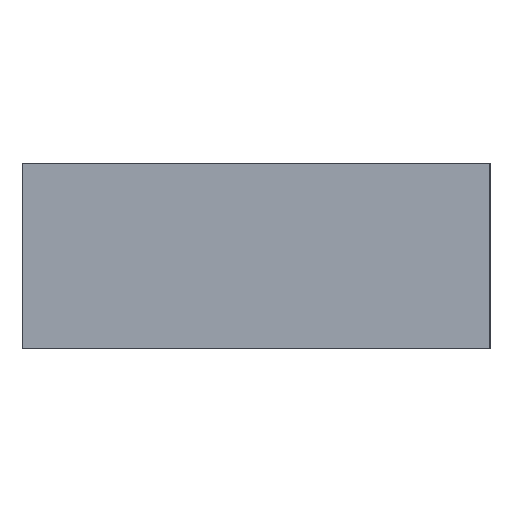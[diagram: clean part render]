
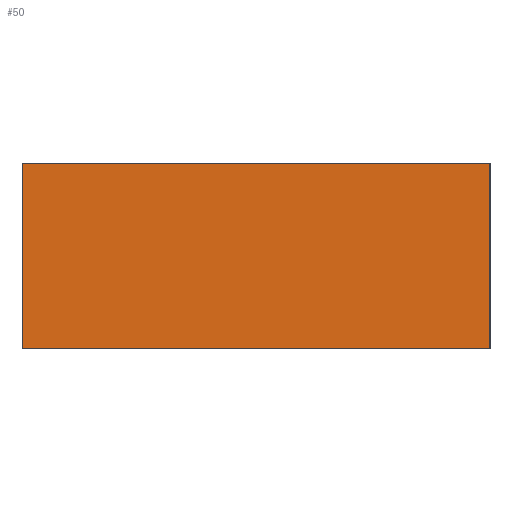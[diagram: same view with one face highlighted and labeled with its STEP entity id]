
A CAD part, left-side view. The second image highlights one B-rep face of the part: STEP entity #50.
In plain terms, the highlighted planar face has unit normal (-1, 0, 0).
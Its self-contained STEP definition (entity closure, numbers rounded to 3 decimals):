
#16 = ORIENTED_EDGE ( 'NONE', *, *, #194, .F. ) ;
#19 = LINE ( 'NONE', #66, #75 ) ;
#22 = LINE ( 'NONE', #165, #153 ) ;
#25 = EDGE_CURVE ( 'NONE', #107, #146, #49, .T. ) ;
#26 = VERTEX_POINT ( 'NONE', #192 ) ;
#33 = CARTESIAN_POINT ( 'NONE',  ( 0., 0., -0.89 ) ) ;
#37 = DIRECTION ( 'NONE',  ( 0., -1., 0. ) ) ;
#49 = LINE ( 'NONE', #33, #128 ) ;
#50 = ADVANCED_FACE ( 'NONE', ( #96 ), #176, .F. ) ;
#52 = AXIS2_PLACEMENT_3D ( 'NONE', #115, #174, #97 ) ;
#55 = EDGE_CURVE ( 'NONE', #26, #107, #19, .T. ) ;
#60 = CARTESIAN_POINT ( 'NONE',  ( 0., -4.5, 0.89 ) ) ;
#65 = LINE ( 'NONE', #60, #117 ) ;
#66 = CARTESIAN_POINT ( 'NONE',  ( 0., 0., 0.89 ) ) ;
#67 = EDGE_CURVE ( 'NONE', #154, #146, #65, .T. ) ;
#75 = VECTOR ( 'NONE', #129, 1000. ) ;
#80 = ORIENTED_EDGE ( 'NONE', *, *, #55, .T. ) ;
#96 = FACE_OUTER_BOUND ( 'NONE', #112, .T. ) ;
#97 = DIRECTION ( 'NONE',  ( 0., 0., -1. ) ) ;
#107 = VERTEX_POINT ( 'NONE', #180 ) ;
#110 = DIRECTION ( 'NONE',  ( 0., -1., 0. ) ) ;
#112 = EDGE_LOOP ( 'NONE', ( #126, #195, #16, #80 ) ) ;
#115 = CARTESIAN_POINT ( 'NONE',  ( 0., 0., 0.89 ) ) ;
#117 = VECTOR ( 'NONE', #131, 1000. ) ;
#126 = ORIENTED_EDGE ( 'NONE', *, *, #25, .T. ) ;
#128 = VECTOR ( 'NONE', #110, 1000. ) ;
#129 = DIRECTION ( 'NONE',  ( 0., 0., -1. ) ) ;
#131 = DIRECTION ( 'NONE',  ( 0., 0., -1. ) ) ;
#134 = CARTESIAN_POINT ( 'NONE',  ( 0., -4.5, -0.89 ) ) ;
#146 = VERTEX_POINT ( 'NONE', #134 ) ;
#151 = CARTESIAN_POINT ( 'NONE',  ( 0., -4.5, 0.89 ) ) ;
#153 = VECTOR ( 'NONE', #37, 1000. ) ;
#154 = VERTEX_POINT ( 'NONE', #151 ) ;
#165 = CARTESIAN_POINT ( 'NONE',  ( 0., 0., 0.89 ) ) ;
#174 = DIRECTION ( 'NONE',  ( 1., 0., 0. ) ) ;
#176 = PLANE ( 'NONE',  #52 ) ;
#180 = CARTESIAN_POINT ( 'NONE',  ( 0., 0., -0.89 ) ) ;
#192 = CARTESIAN_POINT ( 'NONE',  ( 0., 0., 0.89 ) ) ;
#194 = EDGE_CURVE ( 'NONE', #26, #154, #22, .T. ) ;
#195 = ORIENTED_EDGE ( 'NONE', *, *, #67, .F. ) ;
